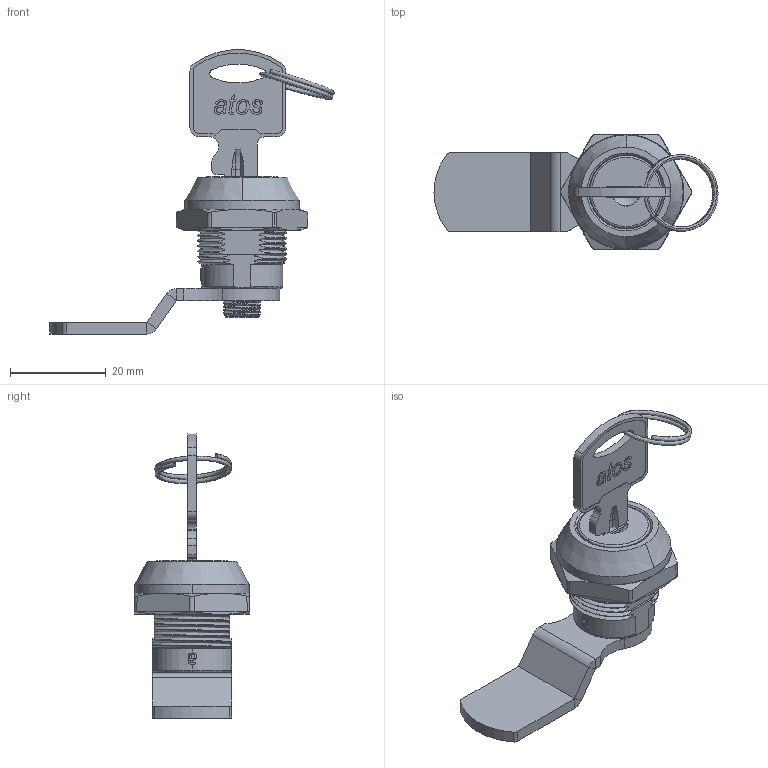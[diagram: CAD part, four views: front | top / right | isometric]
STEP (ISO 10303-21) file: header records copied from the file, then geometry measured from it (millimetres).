
FILE_DESCRIPTION (( 'STEP AP203' ), '1' );
FILE_NAME ('KM19.1.2.01.24.1.STEP', '2022-08-31T12:51:39', ( '' ), ( '' ), 'SwSTEP 2.0', 'SolidWorks 2021', '' );
FILE_SCHEMA (( 'CONFIG_CONTROL_DESIGN' ));
Length unit declared in the file: millimetre
Products named in the file (1): KM19.1.2.01.24.1
Bounding box: 59.22 x 24 x 59.24 mm (x, y, z)
Surface area: 6579.2 mm2 (no closed solid volume)
Topology: 0 solids, 11 shells, 385 faces, 1225 edges, 842 vertices
Faces by surface type: plane 142, cylinder 110, bspline 96, cone 31, torus 6
Entity records: 52817 total; most frequent: CARTESIAN_POINT 43211, ORIENTED_EDGE 2161, DIRECTION 1514, EDGE_CURVE 1223, VERTEX_POINT 842, VECTOR 594, LINE 594, AXIS2_PLACEMENT_3D 460
